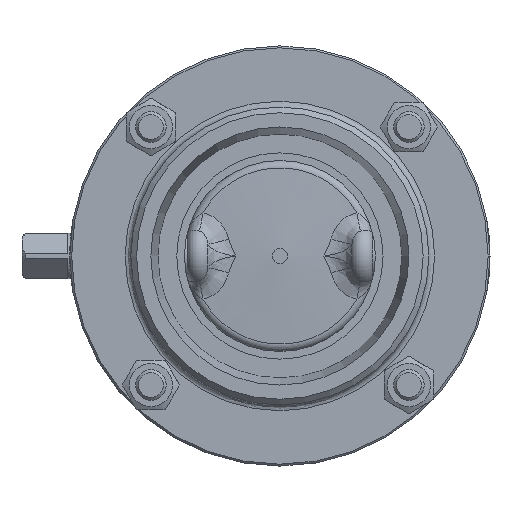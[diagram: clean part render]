
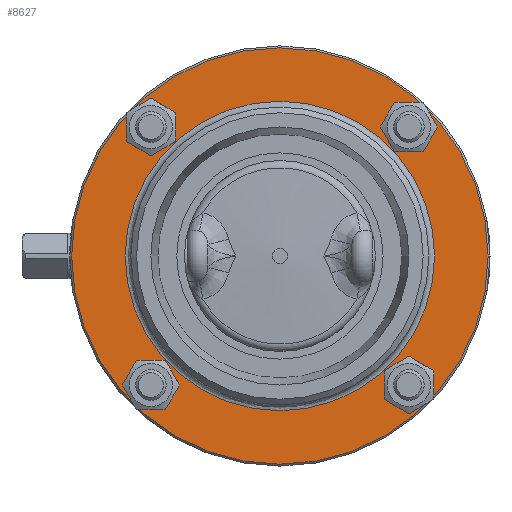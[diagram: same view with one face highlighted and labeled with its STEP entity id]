
A CAD part, left-side view. The second image highlights one B-rep face of the part: STEP entity #8627.
In plain terms, the highlighted planar face has unit normal (-1, 0, 0).
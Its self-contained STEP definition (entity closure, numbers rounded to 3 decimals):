
#303=CARTESIAN_POINT('',(-10.,33.764,39.414));
#304=VERTEX_POINT('',#303);
#305=CARTESIAN_POINT('',(-10.,33.764,33.764));
#306=DIRECTION('',(1.0,0.0,0.0));
#307=DIRECTION('',(0.0,0.0,1.0));
#308=AXIS2_PLACEMENT_3D('',#305,#306,#307);
#309=CIRCLE('',#308,5.65);
#310=EDGE_CURVE('',#304,#304,#309,.T.);
#1181=CARTESIAN_POINT('',(-10.,-39.414,33.764));
#1182=VERTEX_POINT('',#1181);
#1183=CARTESIAN_POINT('',(-10.,-33.764,33.764));
#1184=DIRECTION('',(1.0,0.0,0.0));
#1185=DIRECTION('',(0.0,-1.0,0.0));
#1186=AXIS2_PLACEMENT_3D('',#1183,#1184,#1185);
#1187=CIRCLE('',#1186,5.65);
#1188=EDGE_CURVE('',#1182,#1182,#1187,.T.);
#2059=CARTESIAN_POINT('',(-10.,-33.764,-39.414));
#2060=VERTEX_POINT('',#2059);
#2061=CARTESIAN_POINT('',(-10.,-33.764,-33.764));
#2062=DIRECTION('',(1.0,0.0,0.0));
#2063=DIRECTION('',(0.0,0.0,-1.0));
#2064=AXIS2_PLACEMENT_3D('',#2061,#2062,#2063);
#2065=CIRCLE('',#2064,5.65);
#2066=EDGE_CURVE('',#2060,#2060,#2065,.T.);
#2937=CARTESIAN_POINT('',(-10.,39.414,-33.764));
#2938=VERTEX_POINT('',#2937);
#2939=CARTESIAN_POINT('',(-10.,33.764,-33.764));
#2940=DIRECTION('',(1.0,0.0,0.0));
#2941=DIRECTION('',(0.0,1.0,0.0));
#2942=AXIS2_PLACEMENT_3D('',#2939,#2940,#2941);
#2943=CIRCLE('',#2942,5.65);
#2944=EDGE_CURVE('',#2938,#2938,#2943,.T.);
#8573=CARTESIAN_POINT('',(-10.0,54.5,0.));
#8574=VERTEX_POINT('',#8573);
#8575=CARTESIAN_POINT('',(-10.0,0.,0.));
#8576=DIRECTION('',(-1.0,0.0,0.0));
#8577=DIRECTION('',(0.0,1.0,0.0));
#8578=AXIS2_PLACEMENT_3D('',#8575,#8576,#8577);
#8579=CIRCLE('',#8578,54.5);
#8580=EDGE_CURVE('',#8574,#8574,#8579,.T.);
#8596=CARTESIAN_POINT('',(-10.,47.5,0.));
#8597=DIRECTION('',(-1.0,0.0,0.0));
#8598=DIRECTION('',(0.0,0.0,1.0));
#8599=AXIS2_PLACEMENT_3D('',#8596,#8597,#8598);
#8600=PLANE('',#8599);
#8601=ORIENTED_EDGE('',*,*,#8580,.T.);
#8602=EDGE_LOOP('',(#8601));
#8603=FACE_OUTER_BOUND('',#8602,.T.);
#8604=ORIENTED_EDGE('',*,*,#310,.T.);
#8605=EDGE_LOOP('',(#8604));
#8606=FACE_BOUND('',#8605,.T.);
#8607=ORIENTED_EDGE('',*,*,#1188,.T.);
#8608=EDGE_LOOP('',(#8607));
#8609=FACE_BOUND('',#8608,.T.);
#8610=ORIENTED_EDGE('',*,*,#2066,.T.);
#8611=EDGE_LOOP('',(#8610));
#8612=FACE_BOUND('',#8611,.T.);
#8613=ORIENTED_EDGE('',*,*,#2944,.T.);
#8614=EDGE_LOOP('',(#8613));
#8615=FACE_BOUND('',#8614,.T.);
#8616=CARTESIAN_POINT('',(-10.,40.5,0.));
#8617=VERTEX_POINT('',#8616);
#8618=CARTESIAN_POINT('',(-10.,0.,0.));
#8619=DIRECTION('',(-1.0,0.0,0.0));
#8620=DIRECTION('',(0.0,1.0,0.0));
#8621=AXIS2_PLACEMENT_3D('',#8618,#8619,#8620);
#8622=CIRCLE('',#8621,40.5);
#8623=EDGE_CURVE('',#8617,#8617,#8622,.T.);
#8624=ORIENTED_EDGE('',*,*,#8623,.F.);
#8625=EDGE_LOOP('',(#8624));
#8626=FACE_BOUND('',#8625,.T.);
#8627=ADVANCED_FACE('',(#8603,#8606,#8609,#8612,#8615,#8626),#8600,.T.);
